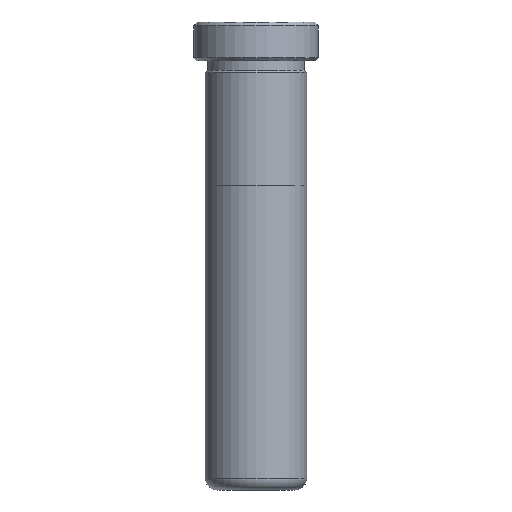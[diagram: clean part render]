
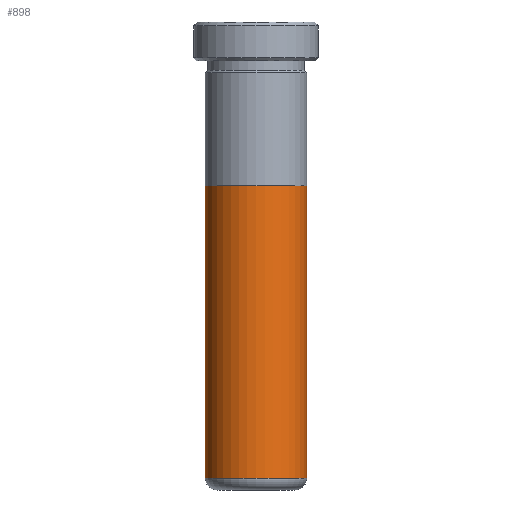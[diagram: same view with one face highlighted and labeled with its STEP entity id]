
A CAD part, front view. The second image highlights one B-rep face of the part: STEP entity #898.
In plain terms, the highlighted cylindrical face has radius 6.495 mm (diameter 12.99 mm), a partial arc.
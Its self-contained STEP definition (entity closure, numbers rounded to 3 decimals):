
#12 = EDGE_CURVE ( 'NONE', #1319, #196, #1296, .T. ) ;
#15 = DIRECTION ( 'NONE',  ( 0., 0., -1. ) ) ;
#45 = ORIENTED_EDGE ( 'NONE', *, *, #180, .F. ) ;
#93 = CARTESIAN_POINT ( 'NONE',  ( 6.495, 0., 1.5 ) ) ;
#121 = CARTESIAN_POINT ( 'NONE',  ( 6.495, 0., 55. ) ) ;
#137 = VERTEX_POINT ( 'NONE', #93 ) ;
#144 = EDGE_CURVE ( 'NONE', #1237, #137, #557, .T. ) ;
#146 = VECTOR ( 'NONE', #1365, 1000. ) ;
#180 = EDGE_CURVE ( 'NONE', #196, #137, #764, .T. ) ;
#196 = VERTEX_POINT ( 'NONE', #364 ) ;
#242 = ORIENTED_EDGE ( 'NONE', *, *, #12, .F. ) ;
#312 = EDGE_CURVE ( 'NONE', #1319, #1237, #1378, .T. ) ;
#341 = ORIENTED_EDGE ( 'NONE', *, *, #144, .T. ) ;
#364 = CARTESIAN_POINT ( 'NONE',  ( 6.495, 0., 39. ) ) ;
#375 = ORIENTED_EDGE ( 'NONE', *, *, #312, .T. ) ;
#463 = DIRECTION ( 'NONE',  ( 1., 0., 0. ) ) ;
#550 = CARTESIAN_POINT ( 'NONE',  ( 0., 0., 39. ) ) ;
#557 = CIRCLE ( 'NONE', #739, 6.495 ) ;
#584 = DIRECTION ( 'NONE',  ( 0., 0., 1. ) ) ;
#611 = CYLINDRICAL_SURFACE ( 'NONE', #699, 6.495 ) ;
#699 = AXIS2_PLACEMENT_3D ( 'NONE', #1262, #825, #1038 ) ;
#739 = AXIS2_PLACEMENT_3D ( 'NONE', #1154, #1166, #1042 ) ;
#764 = LINE ( 'NONE', #121, #1345 ) ;
#825 = DIRECTION ( 'NONE',  ( 0., 0., -1. ) ) ;
#828 = CARTESIAN_POINT ( 'NONE',  ( -6.495, 0., 55. ) ) ;
#868 = CARTESIAN_POINT ( 'NONE',  ( -6.495, 0., 1.5 ) ) ;
#898 = ADVANCED_FACE ( 'NONE', ( #949 ), #611, .T. ) ;
#949 = FACE_OUTER_BOUND ( 'NONE', #1266, .T. ) ;
#986 = AXIS2_PLACEMENT_3D ( 'NONE', #550, #584, #463 ) ;
#1038 = DIRECTION ( 'NONE',  ( -1., 0., 0. ) ) ;
#1042 = DIRECTION ( 'NONE',  ( 1., 0., 0. ) ) ;
#1154 = CARTESIAN_POINT ( 'NONE',  ( 0., 0., 1.5 ) ) ;
#1166 = DIRECTION ( 'NONE',  ( 0., 0., 1. ) ) ;
#1237 = VERTEX_POINT ( 'NONE', #868 ) ;
#1262 = CARTESIAN_POINT ( 'NONE',  ( 0., 0., 55. ) ) ;
#1266 = EDGE_LOOP ( 'NONE', ( #45, #242, #375, #341 ) ) ;
#1296 = CIRCLE ( 'NONE', #986, 6.495 ) ;
#1319 = VERTEX_POINT ( 'NONE', #1429 ) ;
#1345 = VECTOR ( 'NONE', #15, 1000. ) ;
#1365 = DIRECTION ( 'NONE',  ( 0., 0., -1. ) ) ;
#1378 = LINE ( 'NONE', #828, #146 ) ;
#1429 = CARTESIAN_POINT ( 'NONE',  ( -6.495, 0., 39. ) ) ;
